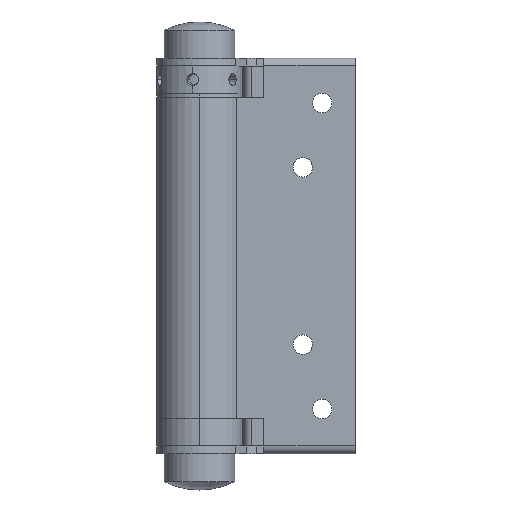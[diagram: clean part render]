
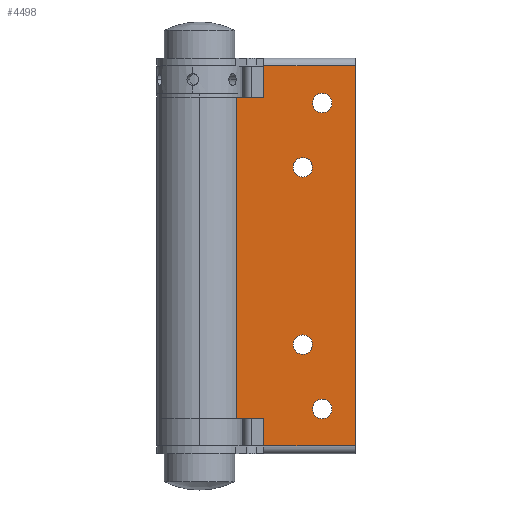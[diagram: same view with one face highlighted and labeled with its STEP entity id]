
A CAD part, top view. The second image highlights one B-rep face of the part: STEP entity #4498.
In plain terms, the highlighted planar face has unit normal (0, 0, 1).
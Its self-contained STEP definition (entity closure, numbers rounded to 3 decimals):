
#814 = CARTESIAN_POINT ( 'NONE',  ( 40., -41.75, 5.75 ) ) ;
#980 = CARTESIAN_POINT ( 'NONE',  ( 24., 22.75, 5.75 ) ) ;
#985 = CARTESIAN_POINT ( 'NONE',  ( 29., 22.75, 5.75 ) ) ;
#990 = CARTESIAN_POINT ( 'NONE',  ( 9.377, 40.75, 5.75 ) ) ;
#1036 = DIRECTION ( 'NONE',  ( 1., 0., 0. ) ) ;
#1037 = DIRECTION ( 'NONE',  ( 0., 0., -1. ) ) ;
#1038 = CARTESIAN_POINT ( 'NONE',  ( 26.5, 22.75, 5.75 ) ) ;
#1039 = AXIS2_PLACEMENT_3D ( 'NONE', #1038, #1037, #1036 ) ;
#1040 = CIRCLE ( 'NONE', #1039, 2.5 ) ;
#1076 = CARTESIAN_POINT ( 'NONE',  ( 29., -22.75, 5.75 ) ) ;
#1077 = CARTESIAN_POINT ( 'NONE',  ( 24., -22.75, 5.75 ) ) ;
#1078 = DIRECTION ( 'NONE',  ( 1., 0., 0. ) ) ;
#1079 = DIRECTION ( 'NONE',  ( 0., 0., 1. ) ) ;
#1080 = CARTESIAN_POINT ( 'NONE',  ( 26.5, -22.75, 5.75 ) ) ;
#1081 = AXIS2_PLACEMENT_3D ( 'NONE', #1080, #1079, #1078 ) ;
#1086 = CIRCLE ( 'NONE', #1081, 2.5 ) ;
#1152 = CARTESIAN_POINT ( 'NONE',  ( 29., 39.25, 5.75 ) ) ;
#1153 = CARTESIAN_POINT ( 'NONE',  ( 34., 39.25, 5.75 ) ) ;
#1154 = DIRECTION ( 'NONE',  ( 1., 0., 0. ) ) ;
#1155 = DIRECTION ( 'NONE',  ( 0., 0., -1. ) ) ;
#1156 = AXIS2_PLACEMENT_3D ( 'NONE', #1162, #1155, #1154 ) ;
#1157 = CIRCLE ( 'NONE', #1156, 2.5 ) ;
#1162 = CARTESIAN_POINT ( 'NONE',  ( 31.5, 39.25, 5.75 ) ) ;
#1185 = DIRECTION ( 'NONE',  ( 0., -1., 0. ) ) ;
#1186 = VECTOR ( 'NONE', #1185, 1000. ) ;
#1187 = CARTESIAN_POINT ( 'NONE',  ( 9.377, 50.75, 5.75 ) ) ;
#1188 = LINE ( 'NONE', #1187, #1186 ) ;
#1189 = CARTESIAN_POINT ( 'NONE',  ( 9.377, -41.75, 5.75 ) ) ;
#1204 = DIRECTION ( 'NONE',  ( 1., 0., 0. ) ) ;
#1205 = DIRECTION ( 'NONE',  ( 0., 0., -1. ) ) ;
#1206 = AXIS2_PLACEMENT_3D ( 'NONE', #1213, #1205, #1204 ) ;
#1207 = CIRCLE ( 'NONE', #1206, 2.5 ) ;
#1208 = DIRECTION ( 'NONE',  ( 1., 0., 0. ) ) ;
#1209 = DIRECTION ( 'NONE',  ( 0., 0., 1. ) ) ;
#1210 = CARTESIAN_POINT ( 'NONE',  ( 26.5, -22.75, 5.75 ) ) ;
#1211 = AXIS2_PLACEMENT_3D ( 'NONE', #1210, #1209, #1208 ) ;
#1212 = CIRCLE ( 'NONE', #1211, 2.5 ) ;
#1213 = CARTESIAN_POINT ( 'NONE',  ( 26.5, 22.75, 5.75 ) ) ;
#1264 = CARTESIAN_POINT ( 'NONE',  ( 29., -39.25, 5.75 ) ) ;
#1265 = DIRECTION ( 'NONE',  ( 1., 0., 0. ) ) ;
#1266 = DIRECTION ( 'NONE',  ( 0., 0., 1. ) ) ;
#1267 = AXIS2_PLACEMENT_3D ( 'NONE', #1274, #1266, #1265 ) ;
#1268 = CIRCLE ( 'NONE', #1267, 2.5 ) ;
#1274 = CARTESIAN_POINT ( 'NONE',  ( 31.5, -39.25, 5.75 ) ) ;
#1294 = DIRECTION ( 'NONE',  ( 1., 0., 0. ) ) ;
#1295 = DIRECTION ( 'NONE',  ( 0., 0., -1. ) ) ;
#1296 = CARTESIAN_POINT ( 'NONE',  ( 31.5, 39.25, 5.75 ) ) ;
#1297 = AXIS2_PLACEMENT_3D ( 'NONE', #1296, #1295, #1294 ) ;
#1298 = CIRCLE ( 'NONE', #1297, 2.5 ) ;
#1299 = DIRECTION ( 'NONE',  ( -1., 0., 0. ) ) ;
#1300 = DIRECTION ( 'NONE',  ( 0., 0., -1. ) ) ;
#1301 = CARTESIAN_POINT ( 'NONE',  ( 40., 50.75, 5.75 ) ) ;
#1302 = AXIS2_PLACEMENT_3D ( 'NONE', #1301, #1300, #1299 ) ;
#1303 = PLANE ( 'NONE',  #1302 ) ;
#1304 = FACE_BOUND ( 'NONE', #4448, .T. ) ;
#1305 = FACE_BOUND ( 'NONE', #4527, .T. ) ;
#1306 = FACE_OUTER_BOUND ( 'NONE', #4507, .T. ) ;
#1307 = FACE_BOUND ( 'NONE', #4503, .T. ) ;
#1308 = FACE_BOUND ( 'NONE', #4499, .T. ) ;
#1319 = CARTESIAN_POINT ( 'NONE',  ( 16.5, 48.75, 5.75 ) ) ;
#1320 = DIRECTION ( 'NONE',  ( -1., 0., 0. ) ) ;
#1321 = VECTOR ( 'NONE', #1320, 1000. ) ;
#1322 = CARTESIAN_POINT ( 'NONE',  ( 16.5, 48.75, 5.75 ) ) ;
#1323 = LINE ( 'NONE', #1322, #1321 ) ;
#1324 = CARTESIAN_POINT ( 'NONE',  ( 40., 48.75, 5.75 ) ) ;
#1325 = CARTESIAN_POINT ( 'NONE',  ( 34., -39.25, 5.75 ) ) ;
#1326 = LINE ( 'NONE', #814, #1391 ) ;
#1328 = DIRECTION ( 'NONE',  ( -1., 0., 0. ) ) ;
#1329 = VECTOR ( 'NONE', #1328, 1000. ) ;
#1330 = CARTESIAN_POINT ( 'NONE',  ( 40., 40.75, 5.75 ) ) ;
#1331 = LINE ( 'NONE', #1330, #1329 ) ;
#1332 = CARTESIAN_POINT ( 'NONE',  ( 16.5, 40.75, 5.75 ) ) ;
#1333 = DIRECTION ( 'NONE',  ( 0., -1., 0. ) ) ;
#1334 = VECTOR ( 'NONE', #1333, 1000. ) ;
#1335 = CARTESIAN_POINT ( 'NONE',  ( 16.5, 50.75, 5.75 ) ) ;
#1336 = LINE ( 'NONE', #1335, #1334 ) ;
#1348 = CARTESIAN_POINT ( 'NONE',  ( 16.5, -48.75, 5.75 ) ) ;
#1349 = CARTESIAN_POINT ( 'NONE',  ( 16.5, -41.75, 5.75 ) ) ;
#1350 = DIRECTION ( 'NONE',  ( 0., -1., 0. ) ) ;
#1351 = VECTOR ( 'NONE', #1350, 1000. ) ;
#1352 = CARTESIAN_POINT ( 'NONE',  ( 16.5, 50.75, 5.75 ) ) ;
#1353 = LINE ( 'NONE', #1352, #1351 ) ;
#1354 = DIRECTION ( 'NONE',  ( 1., 0., 0. ) ) ;
#1355 = DIRECTION ( 'NONE',  ( 0., 0., 1. ) ) ;
#1356 = CARTESIAN_POINT ( 'NONE',  ( 31.5, -39.25, 5.75 ) ) ;
#1357 = AXIS2_PLACEMENT_3D ( 'NONE', #1356, #1355, #1354 ) ;
#1358 = CIRCLE ( 'NONE', #1357, 2.5 ) ;
#1390 = DIRECTION ( 'NONE',  ( 1., 0., 0. ) ) ;
#1391 = VECTOR ( 'NONE', #1390, 1000. ) ;
#1435 = DIRECTION ( 'NONE',  ( 0., -1., 0. ) ) ;
#1436 = VECTOR ( 'NONE', #1435, 1000. ) ;
#1437 = CARTESIAN_POINT ( 'NONE',  ( 40., 50.75, 5.75 ) ) ;
#1438 = LINE ( 'NONE', #1437, #1436 ) ;
#1439 = CARTESIAN_POINT ( 'NONE',  ( 40., -48.75, 5.75 ) ) ;
#1440 = DIRECTION ( 'NONE',  ( 1., 0., 0. ) ) ;
#1441 = VECTOR ( 'NONE', #1440, 1000. ) ;
#1442 = CARTESIAN_POINT ( 'NONE',  ( 40., -48.75, 5.75 ) ) ;
#1443 = LINE ( 'NONE', #1442, #1441 ) ;
#4318 = VERTEX_POINT ( 'NONE', #990 ) ;
#4328 = VERTEX_POINT ( 'NONE', #985 ) ;
#4329 = VERTEX_POINT ( 'NONE', #980 ) ;
#4333 = EDGE_CURVE ( 'NONE', #4328, #4329, #1040, .T. ) ;
#4381 = EDGE_CURVE ( 'NONE', #4382, #4383, #1086, .T. ) ;
#4382 = VERTEX_POINT ( 'NONE', #1077 ) ;
#4383 = VERTEX_POINT ( 'NONE', #1076 ) ;
#4411 = EDGE_CURVE ( 'NONE', #4412, #4413, #1157, .T. ) ;
#4412 = VERTEX_POINT ( 'NONE', #1153 ) ;
#4413 = VERTEX_POINT ( 'NONE', #1152 ) ;
#4425 = VERTEX_POINT ( 'NONE', #1189 ) ;
#4427 = EDGE_CURVE ( 'NONE', #4318, #4425, #1188, .T. ) ;
#4446 = ORIENTED_EDGE ( 'NONE', *, *, #4447, .F. ) ;
#4447 = EDGE_CURVE ( 'NONE', #4383, #4382, #1212, .T. ) ;
#4448 = EDGE_LOOP ( 'NONE', ( #4449, #4451 ) ) ;
#4449 = ORIENTED_EDGE ( 'NONE', *, *, #4450, .T. ) ;
#4450 = EDGE_CURVE ( 'NONE', #4329, #4328, #1207, .T. ) ;
#4451 = ORIENTED_EDGE ( 'NONE', *, *, #4333, .T. ) ;
#4484 = EDGE_CURVE ( 'NONE', #4485, #4486, #1268, .T. ) ;
#4485 = VERTEX_POINT ( 'NONE', #1264 ) ;
#4486 = VERTEX_POINT ( 'NONE', #1325 ) ;
#4487 = VERTEX_POINT ( 'NONE', #1324 ) ;
#4488 = ORIENTED_EDGE ( 'NONE', *, *, #4489, .T. ) ;
#4489 = EDGE_CURVE ( 'NONE', #4487, #4490, #1323, .T. ) ;
#4490 = VERTEX_POINT ( 'NONE', #1319 ) ;
#4498 = ADVANCED_FACE ( 'NONE', ( #1308, #1307, #1306, #1305, #1304 ), #1303, .F. ) ;
#4499 = EDGE_LOOP ( 'NONE', ( #4500, #4502 ) ) ;
#4500 = ORIENTED_EDGE ( 'NONE', *, *, #4501, .T. ) ;
#4501 = EDGE_CURVE ( 'NONE', #4413, #4412, #1298, .T. ) ;
#4502 = ORIENTED_EDGE ( 'NONE', *, *, #4411, .T. ) ;
#4503 = EDGE_LOOP ( 'NONE', ( #4504, #4505 ) ) ;
#4504 = ORIENTED_EDGE ( 'NONE', *, *, #4484, .F. ) ;
#4505 = ORIENTED_EDGE ( 'NONE', *, *, #4506, .F. ) ;
#4506 = EDGE_CURVE ( 'NONE', #4486, #4485, #1358, .T. ) ;
#4507 = EDGE_LOOP ( 'NONE', ( #4508, #4568, #4571, #4488, #4519, #4522, #4524, #4525 ) ) ;
#4508 = ORIENTED_EDGE ( 'NONE', *, *, #4509, .T. ) ;
#4509 = EDGE_CURVE ( 'NONE', #4510, #4511, #1353, .T. ) ;
#4510 = VERTEX_POINT ( 'NONE', #1349 ) ;
#4511 = VERTEX_POINT ( 'NONE', #1348 ) ;
#4519 = ORIENTED_EDGE ( 'NONE', *, *, #4520, .T. ) ;
#4520 = EDGE_CURVE ( 'NONE', #4490, #4521, #1336, .T. ) ;
#4521 = VERTEX_POINT ( 'NONE', #1332 ) ;
#4522 = ORIENTED_EDGE ( 'NONE', *, *, #4523, .T. ) ;
#4523 = EDGE_CURVE ( 'NONE', #4521, #4318, #1331, .T. ) ;
#4524 = ORIENTED_EDGE ( 'NONE', *, *, #4427, .T. ) ;
#4525 = ORIENTED_EDGE ( 'NONE', *, *, #4526, .T. ) ;
#4526 = EDGE_CURVE ( 'NONE', #4425, #4510, #1326, .T. ) ;
#4527 = EDGE_LOOP ( 'NONE', ( #4528, #4446 ) ) ;
#4528 = ORIENTED_EDGE ( 'NONE', *, *, #4381, .F. ) ;
#4568 = ORIENTED_EDGE ( 'NONE', *, *, #4569, .T. ) ;
#4569 = EDGE_CURVE ( 'NONE', #4511, #4570, #1443, .T. ) ;
#4570 = VERTEX_POINT ( 'NONE', #1439 ) ;
#4571 = ORIENTED_EDGE ( 'NONE', *, *, #4572, .F. ) ;
#4572 = EDGE_CURVE ( 'NONE', #4487, #4570, #1438, .T. ) ;
